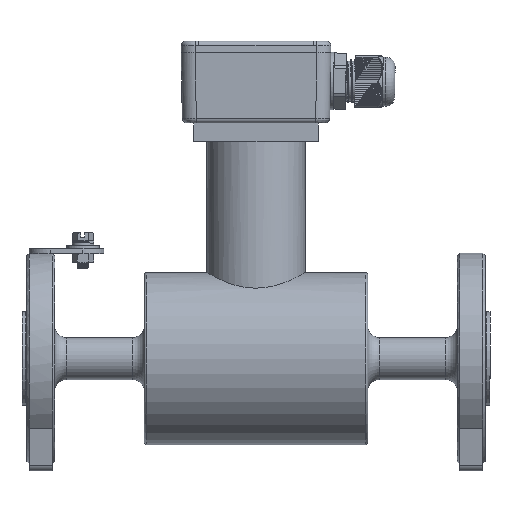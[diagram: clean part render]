
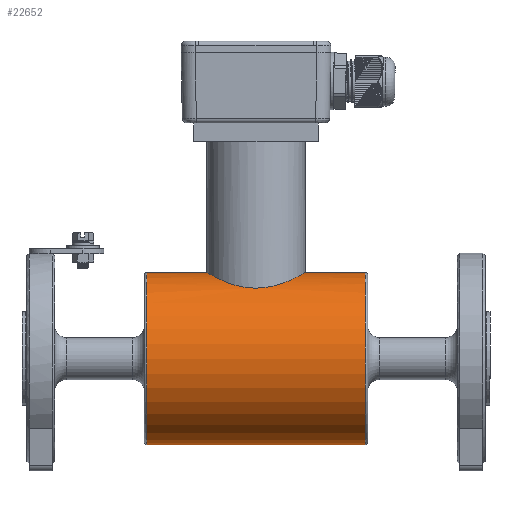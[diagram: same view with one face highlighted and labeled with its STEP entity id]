
A CAD part, left-side view. The second image highlights one B-rep face of the part: STEP entity #22652.
In plain terms, the highlighted cylindrical face has radius 36.75 mm (diameter 73.5 mm), a full revolution.
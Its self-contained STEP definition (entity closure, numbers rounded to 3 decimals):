
#682=FACE_BOUND('',#3017,.T.);
#1539=FACE_OUTER_BOUND('',#3016,.T.);
#3016=EDGE_LOOP('',(#15323,#15324,#15325,#15326));
#3017=EDGE_LOOP('',(#15327,#15328));
#4426=CIRCLE('',#24251,36.75);
#4429=CIRCLE('',#24255,36.75);
#5733=B_SPLINE_CURVE_WITH_KNOTS('',3,(#44528,#44529,#44530,#44531,#44532,
#44533,#44534,#44535,#44536,#44537,#44538,#44539,#44540,#44541,#44542,#44543,
#44544,#44545,#44546,#44547,#44548,#44549,#44550,#44551,#44552,#44553,#44554,
#44555,#44556,#44557,#44558,#44559,#44560,#44561,#44562),.UNSPECIFIED.,
 .F.,.F.,(4,2,2,2,2,2,2,2,3,2,2,2,2,2,2,2,4),(-3.253,-2.847,
-2.442,-2.036,-1.631,-1.223,
-0.815,-0.408,0.,0.408,0.815,
1.223,1.631,2.036,2.442,2.847,
3.253),.UNSPECIFIED.);
#5734=B_SPLINE_CURVE_WITH_KNOTS('',3,(#44563,#44564,#44565,#44566,#44567,
#44568,#44569,#44570,#44571,#44572,#44573,#44574,#44575,#44576,#44577,#44578,
#44579,#44580,#44581,#44582,#44583,#44584,#44585,#44586,#44587,#44588,#44589,
#44590,#44591,#44592,#44593,#44594,#44595,#44596),.UNSPECIFIED.,.F.,.F.,
(4,2,2,2,2,2,2,2,2,2,2,2,2,2,2,2,4),(3.253,3.659,
4.064,4.47,4.875,5.283,5.691,
6.098,6.506,6.914,7.321,7.729,
8.137,8.542,8.948,9.353,9.759),
 .UNSPECIFIED.);
#6263=LINE('',#44525,#7647);
#7647=VECTOR('',#27499,36.75);
#9212=VERTEX_POINT('',#44517);
#9214=VERTEX_POINT('',#44523);
#9215=VERTEX_POINT('',#44526);
#9216=VERTEX_POINT('',#44527);
#11381=EDGE_CURVE('',#9212,#9212,#4426,.T.);
#11384=EDGE_CURVE('',#9214,#9214,#4429,.T.);
#11385=EDGE_CURVE('',#9214,#9212,#6263,.T.);
#11386=EDGE_CURVE('',#9215,#9216,#5733,.T.);
#11387=EDGE_CURVE('',#9216,#9215,#5734,.T.);
#15323=ORIENTED_EDGE('',*,*,#11384,.F.);
#15324=ORIENTED_EDGE('',*,*,#11385,.T.);
#15325=ORIENTED_EDGE('',*,*,#11381,.F.);
#15326=ORIENTED_EDGE('',*,*,#11385,.F.);
#15327=ORIENTED_EDGE('',*,*,#11386,.T.);
#15328=ORIENTED_EDGE('',*,*,#11387,.T.);
#20896=CYLINDRICAL_SURFACE('',#24254,36.75);
#22652=ADVANCED_FACE('',(#1539,#682),#20896,.T.);
#24251=AXIS2_PLACEMENT_3D('',#44518,#27489,#27490);
#24254=AXIS2_PLACEMENT_3D('',#44522,#27495,#27496);
#24255=AXIS2_PLACEMENT_3D('',#44524,#27497,#27498);
#27489=DIRECTION('center_axis',(-1.,0.,0.));
#27490=DIRECTION('ref_axis',(0.,-1.,0.));
#27495=DIRECTION('center_axis',(1.,0.,0.));
#27496=DIRECTION('ref_axis',(0.,1.,0.));
#27497=DIRECTION('center_axis',(1.,0.,0.));
#27498=DIRECTION('ref_axis',(0.,-1.,0.));
#27499=DIRECTION('',(-1.,0.,0.));
#44517=CARTESIAN_POINT('',(-46.75,-137.5,0.));
#44518=CARTESIAN_POINT('Origin',(-46.75,-100.75,0.));
#44522=CARTESIAN_POINT('Origin',(0.,-100.75,0.));
#44523=CARTESIAN_POINT('',(46.75,-137.5,0.));
#44524=CARTESIAN_POINT('Origin',(46.75,-100.75,0.));
#44525=CARTESIAN_POINT('',(0.,-137.5,0.));
#44526=CARTESIAN_POINT('',(-21.,-64.,0.));
#44527=CARTESIAN_POINT('',(21.,-64.,0.));
#44528=CARTESIAN_POINT('Ctrl Pts',(-21.,-64.,0.));
#44529=CARTESIAN_POINT('Ctrl Pts',(-21.,-64.,-1.352));
#44530=CARTESIAN_POINT('Ctrl Pts',(-20.867,-64.076,
-2.74));
#44531=CARTESIAN_POINT('Ctrl Pts',(-20.32,-64.385,
-5.482));
#44532=CARTESIAN_POINT('Ctrl Pts',(-19.905,-64.617,
-6.836));
#44533=CARTESIAN_POINT('Ctrl Pts',(-18.823,-65.202,
-9.415));
#44534=CARTESIAN_POINT('Ctrl Pts',(-18.155,-65.555,
-10.643));
#44535=CARTESIAN_POINT('Ctrl Pts',(-16.624,-66.319,
-12.904));
#44536=CARTESIAN_POINT('Ctrl Pts',(-15.762,-66.731,
-13.937));
#44537=CARTESIAN_POINT('Ctrl Pts',(-13.932,-67.539,
-15.766));
#44538=CARTESIAN_POINT('Ctrl Pts',(-12.897,-67.966,-16.629));
#44539=CARTESIAN_POINT('Ctrl Pts',(-10.637,-68.788,
-18.158));
#44540=CARTESIAN_POINT('Ctrl Pts',(-9.412,-69.181,
-18.825));
#44541=CARTESIAN_POINT('Ctrl Pts',(-6.84,-69.85,
-19.904));
#44542=CARTESIAN_POINT('Ctrl Pts',(-5.489,-70.126,
-20.318));
#44543=CARTESIAN_POINT('Ctrl Pts',(-2.749,-70.496,
-20.866));
#44544=CARTESIAN_POINT('Ctrl Pts',(-1.359,-70.591,-21.));
#44545=CARTESIAN_POINT('Ctrl Pts',(0.,-70.591,
-21.));
#44546=CARTESIAN_POINT('Ctrl Pts',(1.359,-70.591,-21.));
#44547=CARTESIAN_POINT('Ctrl Pts',(2.749,-70.496,-20.866));
#44548=CARTESIAN_POINT('Ctrl Pts',(5.489,-70.126,-20.318));
#44549=CARTESIAN_POINT('Ctrl Pts',(6.84,-69.85,-19.904));
#44550=CARTESIAN_POINT('Ctrl Pts',(9.412,-69.181,-18.825));
#44551=CARTESIAN_POINT('Ctrl Pts',(10.637,-68.788,-18.158));
#44552=CARTESIAN_POINT('Ctrl Pts',(12.897,-67.966,-16.629));
#44553=CARTESIAN_POINT('Ctrl Pts',(13.932,-67.539,-15.766));
#44554=CARTESIAN_POINT('Ctrl Pts',(15.762,-66.731,-13.937));
#44555=CARTESIAN_POINT('Ctrl Pts',(16.624,-66.319,-12.904));
#44556=CARTESIAN_POINT('Ctrl Pts',(18.155,-65.555,-10.643));
#44557=CARTESIAN_POINT('Ctrl Pts',(18.823,-65.202,-9.415));
#44558=CARTESIAN_POINT('Ctrl Pts',(19.905,-64.617,-6.836));
#44559=CARTESIAN_POINT('Ctrl Pts',(20.32,-64.385,-5.482));
#44560=CARTESIAN_POINT('Ctrl Pts',(20.867,-64.076,-2.74));
#44561=CARTESIAN_POINT('Ctrl Pts',(21.,-64.,-1.352));
#44562=CARTESIAN_POINT('Ctrl Pts',(21.,-64.,0.));
#44563=CARTESIAN_POINT('Ctrl Pts',(21.,-64.,0.));
#44564=CARTESIAN_POINT('Ctrl Pts',(21.,-64.,1.352));
#44565=CARTESIAN_POINT('Ctrl Pts',(20.867,-64.076,2.74));
#44566=CARTESIAN_POINT('Ctrl Pts',(20.32,-64.385,5.482));
#44567=CARTESIAN_POINT('Ctrl Pts',(19.905,-64.617,6.836));
#44568=CARTESIAN_POINT('Ctrl Pts',(18.823,-65.202,9.415));
#44569=CARTESIAN_POINT('Ctrl Pts',(18.155,-65.555,10.643));
#44570=CARTESIAN_POINT('Ctrl Pts',(16.624,-66.319,12.904));
#44571=CARTESIAN_POINT('Ctrl Pts',(15.762,-66.731,13.937));
#44572=CARTESIAN_POINT('Ctrl Pts',(13.932,-67.539,15.766));
#44573=CARTESIAN_POINT('Ctrl Pts',(12.897,-67.966,16.629));
#44574=CARTESIAN_POINT('Ctrl Pts',(10.637,-68.788,18.158));
#44575=CARTESIAN_POINT('Ctrl Pts',(9.412,-69.181,18.825));
#44576=CARTESIAN_POINT('Ctrl Pts',(6.84,-69.85,19.904));
#44577=CARTESIAN_POINT('Ctrl Pts',(5.489,-70.126,20.318));
#44578=CARTESIAN_POINT('Ctrl Pts',(2.749,-70.496,20.866));
#44579=CARTESIAN_POINT('Ctrl Pts',(1.359,-70.591,21.));
#44580=CARTESIAN_POINT('Ctrl Pts',(-1.359,-70.591,21.));
#44581=CARTESIAN_POINT('Ctrl Pts',(-2.749,-70.496,
20.866));
#44582=CARTESIAN_POINT('Ctrl Pts',(-5.489,-70.126,
20.318));
#44583=CARTESIAN_POINT('Ctrl Pts',(-6.84,-69.85,
19.904));
#44584=CARTESIAN_POINT('Ctrl Pts',(-9.412,-69.181,
18.825));
#44585=CARTESIAN_POINT('Ctrl Pts',(-10.637,-68.788,
18.158));
#44586=CARTESIAN_POINT('Ctrl Pts',(-12.897,-67.966,16.629));
#44587=CARTESIAN_POINT('Ctrl Pts',(-13.932,-67.539,
15.766));
#44588=CARTESIAN_POINT('Ctrl Pts',(-15.762,-66.731,
13.937));
#44589=CARTESIAN_POINT('Ctrl Pts',(-16.624,-66.319,
12.904));
#44590=CARTESIAN_POINT('Ctrl Pts',(-18.155,-65.555,
10.643));
#44591=CARTESIAN_POINT('Ctrl Pts',(-18.823,-65.202,
9.415));
#44592=CARTESIAN_POINT('Ctrl Pts',(-19.905,-64.617,
6.836));
#44593=CARTESIAN_POINT('Ctrl Pts',(-20.32,-64.385,
5.482));
#44594=CARTESIAN_POINT('Ctrl Pts',(-20.867,-64.076,
2.74));
#44595=CARTESIAN_POINT('Ctrl Pts',(-21.,-64.,1.352));
#44596=CARTESIAN_POINT('Ctrl Pts',(-21.,-64.,0.));
